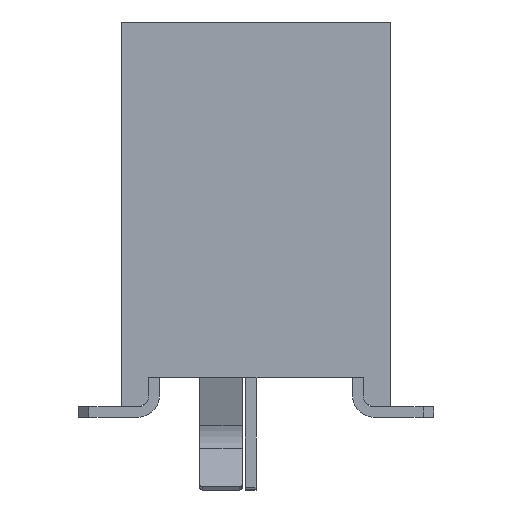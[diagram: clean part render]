
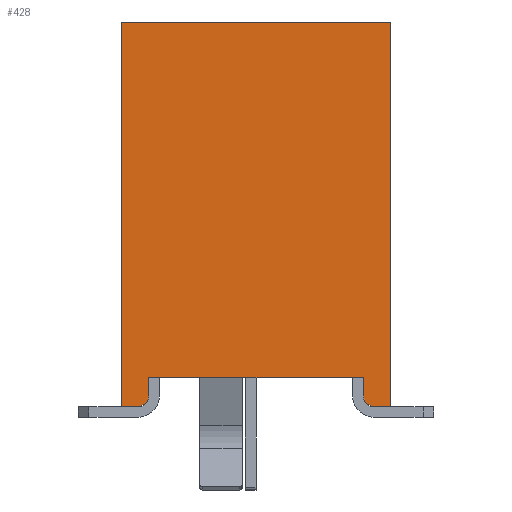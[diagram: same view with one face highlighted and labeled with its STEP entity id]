
A CAD part, left-side view. The second image highlights one B-rep face of the part: STEP entity #428.
In plain terms, the highlighted planar face has unit normal (-1, 0, 0).
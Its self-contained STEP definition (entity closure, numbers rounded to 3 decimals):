
#428 = ADVANCED_FACE( '', ( #1074 ), #1075, .T. );
#1074 = FACE_OUTER_BOUND( '', #1973, .T. );
#1075 = PLANE( '', #1974 );
#1973 = EDGE_LOOP( '', ( #3285, #3286, #3287, #3288, #3289, #3290, #3291, #3292, #3293, #3294 ) );
#1974 = AXIS2_PLACEMENT_3D( '', #3295, #3296, #3297 );
#3285 = ORIENTED_EDGE( '', *, *, #5607, .F. );
#3286 = ORIENTED_EDGE( '', *, *, #5608, .T. );
#3287 = ORIENTED_EDGE( '', *, *, #5332, .T. );
#3288 = ORIENTED_EDGE( '', *, *, #5609, .T. );
#3289 = ORIENTED_EDGE( '', *, *, #5407, .T. );
#3290 = ORIENTED_EDGE( '', *, *, #5396, .T. );
#3291 = ORIENTED_EDGE( '', *, *, #5610, .F. );
#3292 = ORIENTED_EDGE( '', *, *, #5611, .T. );
#3293 = ORIENTED_EDGE( '', *, *, #5612, .T. );
#3294 = ORIENTED_EDGE( '', *, *, #5613, .F. );
#3295 = CARTESIAN_POINT( '', ( -10.41, -2.54, -3.62 ) );
#3296 = DIRECTION( '', ( -1., 0., 0. ) );
#3297 = DIRECTION( '', ( 0., 0., 1. ) );
#5332 = EDGE_CURVE( '', #6401, #6402, #6403, .T. );
#5396 = EDGE_CURVE( '', #6521, #6522, #6523, .T. );
#5407 = EDGE_CURVE( '', #6541, #6521, #6542, .T. );
#5607 = EDGE_CURVE( '', #6881, #6882, #6883, .T. );
#5608 = EDGE_CURVE( '', #6881, #6401, #6884, .T. );
#5609 = EDGE_CURVE( '', #6402, #6541, #6885, .T. );
#5610 = EDGE_CURVE( '', #6886, #6522, #6887, .T. );
#5611 = EDGE_CURVE( '', #6886, #6888, #6889, .T. );
#5612 = EDGE_CURVE( '', #6888, #6890, #6891, .T. );
#5613 = EDGE_CURVE( '', #6882, #6890, #6892, .T. );
#6401 = VERTEX_POINT( '', #7931 );
#6402 = VERTEX_POINT( '', #7932 );
#6403 = LINE( '', #7933, #7934 );
#6521 = VERTEX_POINT( '', #8109 );
#6522 = VERTEX_POINT( '', #8110 );
#6523 = CIRCLE( '', #8111, 0.2 );
#6541 = VERTEX_POINT( '', #8136 );
#6542 = LINE( '', #8137, #8138 );
#6881 = VERTEX_POINT( '', #8635 );
#6882 = VERTEX_POINT( '', #8636 );
#6883 = LINE( '', #8637, #8638 );
#6884 = CIRCLE( '', #8639, 0.2 );
#6885 = LINE( '', #8640, #8641 );
#6886 = VERTEX_POINT( '', #8642 );
#6887 = LINE( '', #8643, #8644 );
#6888 = VERTEX_POINT( '', #8645 );
#6889 = LINE( '', #8646, #8647 );
#6890 = VERTEX_POINT( '', #8648 );
#6891 = LINE( '', #8649, #8650 );
#6892 = LINE( '', #8651, #8652 );
#7931 = CARTESIAN_POINT( '', ( -10.41, 2.02, -3.42 ) );
#7932 = CARTESIAN_POINT( '', ( -10.41, 2.02, -3.08 ) );
#7933 = CARTESIAN_POINT( '', ( -10.41, 2.02, -3.62 ) );
#7934 = VECTOR( '', #9943, 1000. );
#8109 = CARTESIAN_POINT( '', ( -10.41, -2.02, -3.42 ) );
#8110 = CARTESIAN_POINT( '', ( -10.41, -2.22, -3.62 ) );
#8111 = AXIS2_PLACEMENT_3D( '', #10001, #10002, #10003 );
#8136 = CARTESIAN_POINT( '', ( -10.41, -2.02, -3.08 ) );
#8137 = CARTESIAN_POINT( '', ( -10.41, -2.02, -3.62 ) );
#8138 = VECTOR( '', #10014, 1000. );
#8635 = CARTESIAN_POINT( '', ( -10.41, 2.22, -3.62 ) );
#8636 = CARTESIAN_POINT( '', ( -10.41, 2.54, -3.62 ) );
#8637 = CARTESIAN_POINT( '', ( -10.41, -2.54, -3.62 ) );
#8638 = VECTOR( '', #10203, 1000. );
#8639 = AXIS2_PLACEMENT_3D( '', #10204, #10205, #10206 );
#8640 = CARTESIAN_POINT( '', ( -10.41, -2.54, -3.08 ) );
#8641 = VECTOR( '', #10207, 1000. );
#8642 = CARTESIAN_POINT( '', ( -10.41, -2.54, -3.62 ) );
#8643 = CARTESIAN_POINT( '', ( -10.41, -2.54, -3.62 ) );
#8644 = VECTOR( '', #10208, 1000. );
#8645 = CARTESIAN_POINT( '', ( -10.41, -2.54, 3.62 ) );
#8646 = CARTESIAN_POINT( '', ( -10.41, -2.54, -3.62 ) );
#8647 = VECTOR( '', #10209, 1000. );
#8648 = CARTESIAN_POINT( '', ( -10.41, 2.54, 3.62 ) );
#8649 = CARTESIAN_POINT( '', ( -10.41, -2.54, 3.62 ) );
#8650 = VECTOR( '', #10210, 1000. );
#8651 = CARTESIAN_POINT( '', ( -10.41, 2.54, -3.62 ) );
#8652 = VECTOR( '', #10211, 1000. );
#9943 = DIRECTION( '', ( 0., 0., 1. ) );
#10001 = CARTESIAN_POINT( '', ( -10.41, -2.22, -3.42 ) );
#10002 = DIRECTION( '', ( -1., 0., 0. ) );
#10003 = DIRECTION( '', ( 0., 0., 1. ) );
#10014 = DIRECTION( '', ( 0., 0., -1. ) );
#10203 = DIRECTION( '', ( 0., 1., 0. ) );
#10204 = CARTESIAN_POINT( '', ( -10.41, 2.22, -3.42 ) );
#10205 = DIRECTION( '', ( -1., 0., 0. ) );
#10206 = DIRECTION( '', ( 0., 0., 1. ) );
#10207 = DIRECTION( '', ( 0., -1., 0. ) );
#10208 = DIRECTION( '', ( 0., 1., 0. ) );
#10209 = DIRECTION( '', ( 0., 0., 1. ) );
#10210 = DIRECTION( '', ( 0., 1., 0. ) );
#10211 = DIRECTION( '', ( 0., 0., 1. ) );
